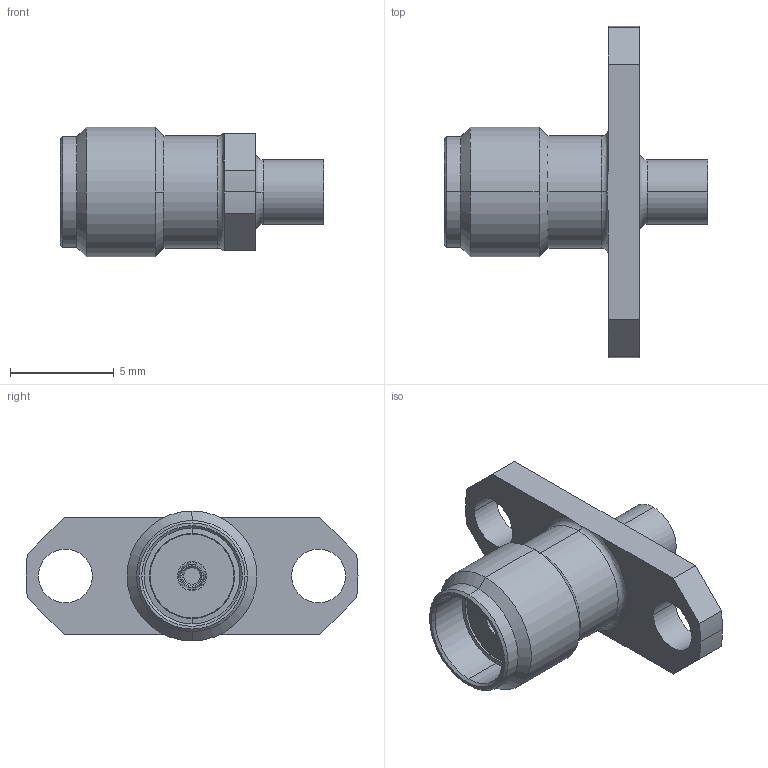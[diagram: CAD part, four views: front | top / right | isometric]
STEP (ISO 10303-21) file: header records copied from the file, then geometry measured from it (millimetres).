
FILE_DESCRIPTION(('STEP AP214'),'1');
FILE_NAME('r125252000.stp','2017-08-21T12:02:11',('TraceParts'),('TraceParts S.A.'),'Spatial InterOp 3D',' ',' ');
FILE_SCHEMA(('automotive_design'));
Length unit declared in the file: millimetre
Products named in the file (1): r125252000
Bounding box: 12.7 x 16 x 6.26 mm (x, y, z)
Volume: 308.9 mm3; surface area: 457.5 mm2
Topology: 1 solids, 1 shells, 75 faces, 184 edges, 117 vertices
Faces by surface type: cone 30, cylinder 22, plane 19, torus 4
Entity records: 2340 total; most frequent: CARTESIAN_POINT 512, DIRECTION 401, ORIENTED_EDGE 368, EDGE_CURVE 184, AXIS2_PLACEMENT_3D 166, VERTEX_POINT 117, CIRCLE 90, EDGE_LOOP 85
